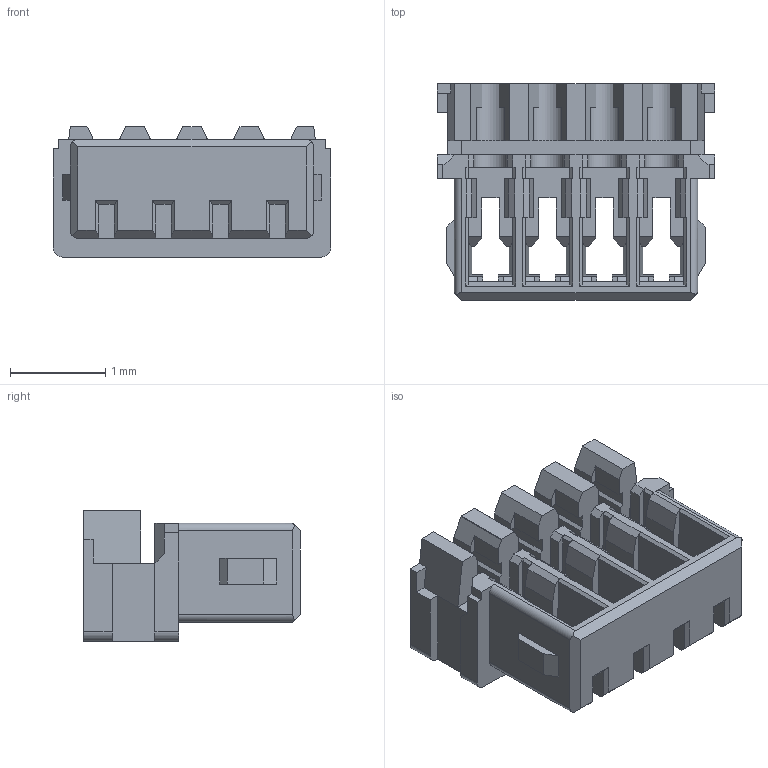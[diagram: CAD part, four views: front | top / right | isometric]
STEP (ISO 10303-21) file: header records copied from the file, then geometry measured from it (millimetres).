
FILE_DESCRIPTION(('CoCreate Modeling STEP Export'),'2;1');
FILE_NAME('WB0613-04.stp','2021-09-09T13:43:46',(''),(''),'CoCreate Modeling STEP processor for AP214 (Solid Model)','CoCreate Modeling 16.00 13-May-2008 (C) Parametric Technology GmbH','');
FILE_SCHEMA(('AUTOMOTIVE_DESIGN { 1 0 10303 214 1 1 1 1 }'));
Length unit declared in the file: millimetre
Products named in the file (2): WB0613-04XXX
Assembly tree (1 placements, depth 2):
  WB0613-04XXX
    WB0613-04XXX
Bounding box: 2.92 x 2.28 x 1.37 mm (x, y, z)
Volume: 4 mm3; surface area: 41.6 mm2
Topology: 1 solids, 1 shells, 370 faces, 1084 edges, 712 vertices
Faces by surface type: plane 354, cylinder 16
Entity records: 11873 total; most frequent: ORIENTED_EDGE 2168, CARTESIAN_POINT 2121, DIRECTION 1786, EDGE_CURVE 1084, VECTOR 1026, LINE 1026, VERTEX_POINT 712, AXIS2_PLACEMENT_3D 380
